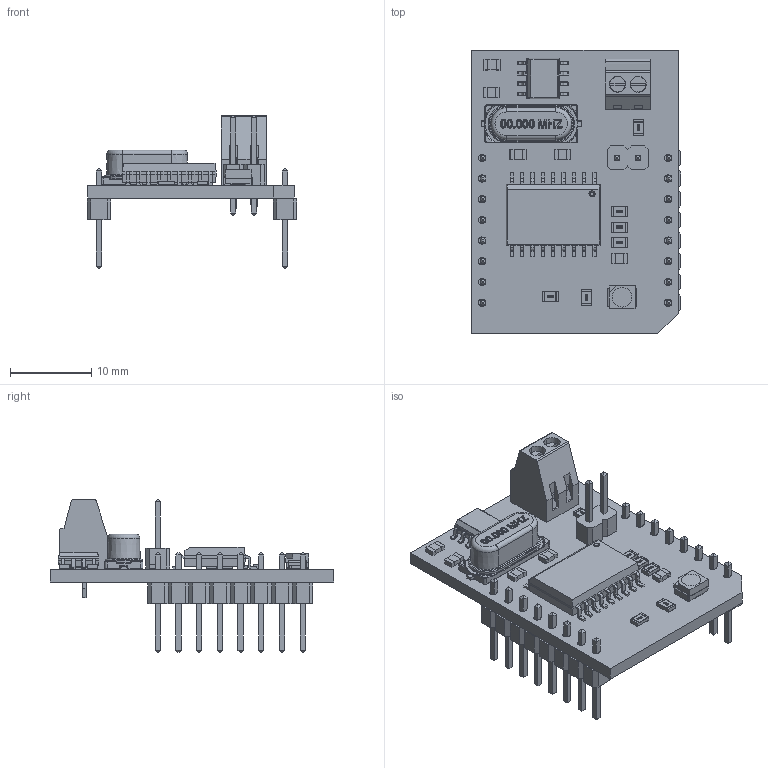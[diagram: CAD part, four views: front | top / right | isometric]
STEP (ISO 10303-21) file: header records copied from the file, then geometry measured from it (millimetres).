
FILE_DESCRIPTION(('Open CASCADE Model'),'2;1');
FILE_NAME('Open CASCADE Shape Model','2019-11-13T16:46:51',('Author'),( 'Open CASCADE'),'Open CASCADE STEP processor 6.8','Open CASCADE 6.8' ,'Unknown');
FILE_SCHEMA(('AUTOMOTIVE_DESIGN { 1 0 10303 214 1 1 1 1 }'));
Length unit declared in the file: millimetre
Products named in the file (15): PCB; Board; Free-Models; User_Library-SOIC18-300; User_Library-SMD_CAPACITOR0805; User_Library-Pin_Header_Strip_1x2; ScrewTerminal_2.54; SOIC08_narrow; User_Library-Everlight_67-21SRC-TR8; User_Library-Everlight_67-21SRC-TR8_Imported; User_Library-Everlight_67-21SRC-TR8_Imported_2; User_Library-Everlight_67-21SRC-TR8_Imported_3; User_Library-Everlight_67-21SRC-TR8_Imported_4; User_Library-HC-49S; User_Library-R_0805
Assembly tree (31 placements, depth 4):
  PCB
    Board
    Free-Models
      User_Library-SOIC18-300
      User_Library-SMD_CAPACITOR0805  x5
      User_Library-Pin_Header_Strip_1x2  x9
      ScrewTerminal_2.54
      SOIC08_narrow
      User_Library-Everlight_67-21SRC-TR8
        User_Library-Everlight_67-21SRC-TR8_Imported
        User_Library-Everlight_67-21SRC-TR8_Imported_2
        User_Library-Everlight_67-21SRC-TR8_Imported_3
        User_Library-Everlight_67-21SRC-TR8_Imported_4
      User_Library-HC-49S
      User_Library-R_0805  x6
Bounding box: 25.78 x 34.8 x 18.72 mm (x, y, z)
Volume: 2216.5 mm3; surface area: 4614.3 mm2
Topology: 64 solids, 68 shells, 2823 faces, 6761 edges, 4019 vertices
Faces by surface type: plane 1347, bspline 743, cylinder 409, torus 167, sphere 151, cone 6
Full cylindrical faces by diameter (mm): 0.889 x20
Entity records: 65340 total; most frequent: CARTESIAN_POINT 25203, ORIENTED_EDGE 8138, DIRECTION 6693, EDGE_CURVE 4070, AXIS2_PLACEMENT_3D 2477, VERTEX_POINT 2413, FACE_BOUND 1864, EDGE_LOOP 1864
